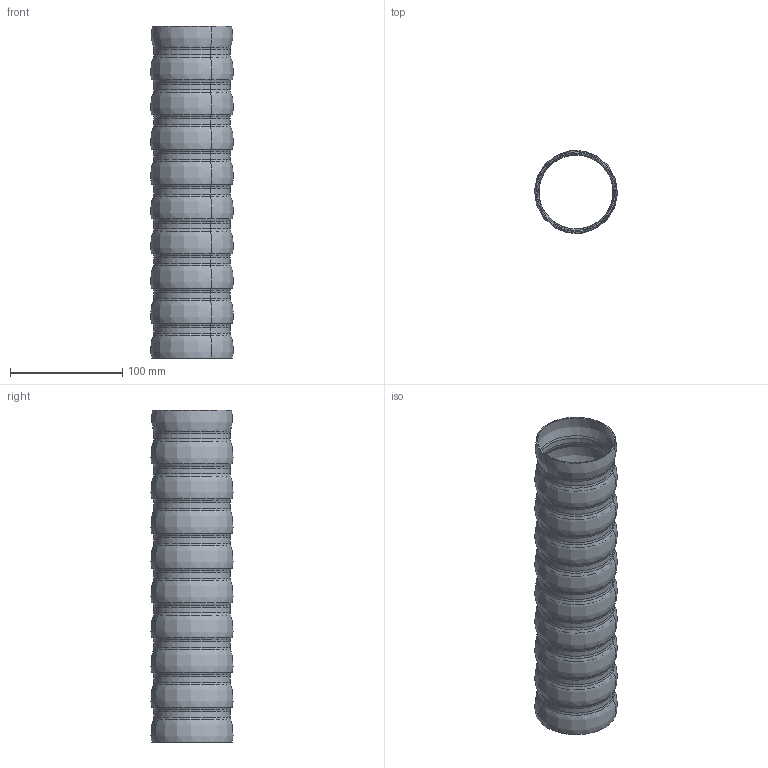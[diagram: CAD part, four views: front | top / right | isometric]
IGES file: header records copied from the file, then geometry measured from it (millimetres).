
Start section: START RECORD GO HERE.
Global section: file name: Pipe.igs; native system: DASSAULT SYSTEMES CATIA V5 R20 - www.3ds.com; preprocessor: CATIA Version 5 Release 20 ; author: DRAFTMAN; organization: KJNDESGN; date: 20150303.144331; units: millimetre
Bounding box: 73.93 x 73.11 x 296 mm (x, y, z)
Volume: 83236.9 mm3; surface area: 135362.2 mm2
Topology: 1 solids, 1 shells, 198 faces, 396 edges, 216 vertices
Faces by surface type: revolution 180, plane 18
